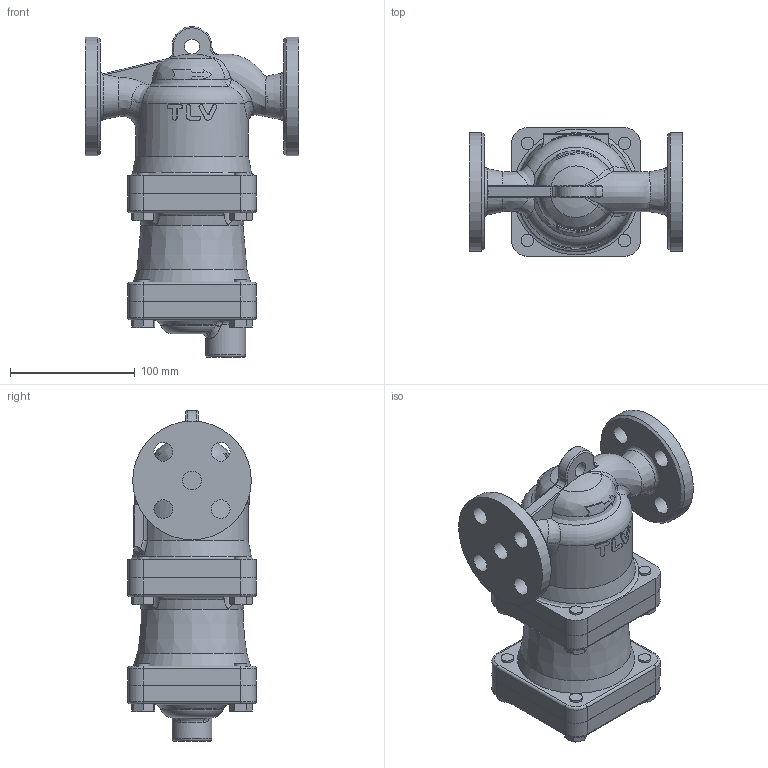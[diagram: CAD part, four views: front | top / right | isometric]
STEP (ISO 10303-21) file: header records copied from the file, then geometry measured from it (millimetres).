
FILE_DESCRIPTION((''),'2;1');
FILE_NAME('dc3s0-015-jis10-00.stp','2010-10-19T15:21:02',('nakaot'),(''),'Autodesk Inventor 2008','Autodesk Inventor 2008','');
FILE_SCHEMA(('AUTOMOTIVE_DESIGN { 1 0 10303 214 1 1 1 1 }'));
Length unit declared in the file: millimetre
Products named in the file (1): dc3s0-015-jis10-00
Bounding box: 171 x 103 x 264.95 mm (x, y, z)
Volume: 1742239.8 mm3; surface area: 170162.5 mm2
Topology: 1 solids, 1 shells, 410 faces, 1033 edges, 661 vertices
Faces by surface type: plane 145, bspline 104, cylinder 86, cone 56, torus 18, sphere 1
Full cylindrical faces by diameter (mm): 10 x16, 12 x1, 15 x5, 32 x1, 60 x1, 90 x2, 95 x1
Entity records: 25213 total; most frequent: CARTESIAN_POINT 16510, ORIENTED_EDGE 1904, DIRECTION 1562, EDGE_CURVE 952, AXIS2_PLACEMENT_3D 643, VERTEX_POINT 633, EDGE_LOOP 535, FACE_OUTER_BOUND 410
